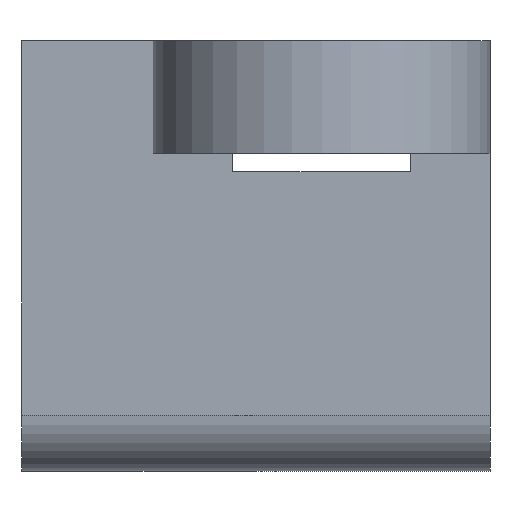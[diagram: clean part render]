
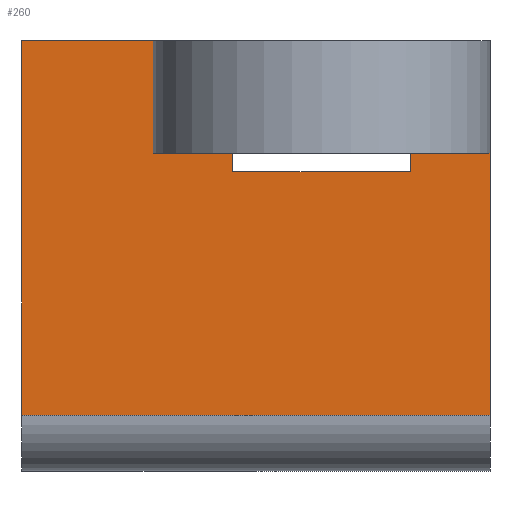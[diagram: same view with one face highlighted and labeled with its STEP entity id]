
A CAD part, front view. The second image highlights one B-rep face of the part: STEP entity #260.
In plain terms, the highlighted planar face has unit normal (0, -1, 0).
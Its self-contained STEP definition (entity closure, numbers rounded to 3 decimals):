
#81 = VERTEX_POINT('',#82);
#82 = CARTESIAN_POINT('',(-3.,-7.5,5.));
#88 = EDGE_CURVE('',#89,#81,#91,.T.);
#89 = VERTEX_POINT('',#90);
#90 = CARTESIAN_POINT('',(-3.,-7.5,-5.));
#91 = LINE('',#92,#93);
#92 = CARTESIAN_POINT('',(-3.,-7.5,-6.5));
#93 = VECTOR('',#94,1.);
#94 = DIRECTION('',(0.,0.,1.));
#168 = EDGE_CURVE('',#89,#169,#171,.T.);
#169 = VERTEX_POINT('',#170);
#170 = CARTESIAN_POINT('',(9.5,-7.5,-5.));
#171 = LINE('',#172,#173);
#172 = CARTESIAN_POINT('',(-3.,-7.5,-5.));
#173 = VECTOR('',#174,1.);
#174 = DIRECTION('',(1.,0.,0.));
#260 = ADVANCED_FACE('',(#261),#327,.F.);
#261 = FACE_BOUND('',#262,.F.);
#262 = EDGE_LOOP('',(#263,#271,#272,#273,#281,#289,#297,#305,#313,#321)
  );
#263 = ORIENTED_EDGE('',*,*,#264,.F.);
#264 = EDGE_CURVE('',#169,#265,#267,.T.);
#265 = VERTEX_POINT('',#266);
#266 = CARTESIAN_POINT('',(9.5,-7.5,2.));
#267 = LINE('',#268,#269);
#268 = CARTESIAN_POINT('',(9.5,-7.5,-6.5));
#269 = VECTOR('',#270,1.);
#270 = DIRECTION('',(0.,0.,1.));
#271 = ORIENTED_EDGE('',*,*,#168,.F.);
#272 = ORIENTED_EDGE('',*,*,#88,.T.);
#273 = ORIENTED_EDGE('',*,*,#274,.T.);
#274 = EDGE_CURVE('',#81,#275,#277,.T.);
#275 = VERTEX_POINT('',#276);
#276 = CARTESIAN_POINT('',(0.5,-7.5,5.));
#277 = LINE('',#278,#279);
#278 = CARTESIAN_POINT('',(-3.,-7.5,5.));
#279 = VECTOR('',#280,1.);
#280 = DIRECTION('',(1.,0.,0.));
#281 = ORIENTED_EDGE('',*,*,#282,.T.);
#282 = EDGE_CURVE('',#275,#283,#285,.T.);
#283 = VERTEX_POINT('',#284);
#284 = CARTESIAN_POINT('',(0.5,-7.5,2.));
#285 = LINE('',#286,#287);
#286 = CARTESIAN_POINT('',(0.5,-7.5,5.));
#287 = VECTOR('',#288,1.);
#288 = DIRECTION('',(-0.,-0.,-1.));
#289 = ORIENTED_EDGE('',*,*,#290,.F.);
#290 = EDGE_CURVE('',#291,#283,#293,.T.);
#291 = VERTEX_POINT('',#292);
#292 = CARTESIAN_POINT('',(2.634,-7.5,2.));
#293 = LINE('',#294,#295);
#294 = CARTESIAN_POINT('',(9.5,-7.5,2.));
#295 = VECTOR('',#296,1.);
#296 = DIRECTION('',(-1.,0.,0.));
#297 = ORIENTED_EDGE('',*,*,#298,.F.);
#298 = EDGE_CURVE('',#299,#291,#301,.T.);
#299 = VERTEX_POINT('',#300);
#300 = CARTESIAN_POINT('',(2.634,-7.5,1.5));
#301 = LINE('',#302,#303);
#302 = CARTESIAN_POINT('',(2.634,-7.5,-2.5));
#303 = VECTOR('',#304,1.);
#304 = DIRECTION('',(0.,0.,1.));
#305 = ORIENTED_EDGE('',*,*,#306,.T.);
#306 = EDGE_CURVE('',#299,#307,#309,.T.);
#307 = VERTEX_POINT('',#308);
#308 = CARTESIAN_POINT('',(7.366,-7.5,1.5));
#309 = LINE('',#310,#311);
#310 = CARTESIAN_POINT('',(1.,-7.5,1.5));
#311 = VECTOR('',#312,1.);
#312 = DIRECTION('',(1.,0.,0.));
#313 = ORIENTED_EDGE('',*,*,#314,.F.);
#314 = EDGE_CURVE('',#315,#307,#317,.T.);
#315 = VERTEX_POINT('',#316);
#316 = CARTESIAN_POINT('',(7.366,-7.5,2.));
#317 = LINE('',#318,#319);
#318 = CARTESIAN_POINT('',(7.366,-7.5,-2.5));
#319 = VECTOR('',#320,1.);
#320 = DIRECTION('',(0.,0.,-1.));
#321 = ORIENTED_EDGE('',*,*,#322,.F.);
#322 = EDGE_CURVE('',#265,#315,#323,.T.);
#323 = LINE('',#324,#325);
#324 = CARTESIAN_POINT('',(9.5,-7.5,2.));
#325 = VECTOR('',#326,1.);
#326 = DIRECTION('',(-1.,0.,0.));
#327 = PLANE('',#328);
#328 = AXIS2_PLACEMENT_3D('',#329,#330,#331);
#329 = CARTESIAN_POINT('',(-3.,-7.5,-6.5));
#330 = DIRECTION('',(0.,1.,0.));
#331 = DIRECTION('',(1.,0.,0.));
